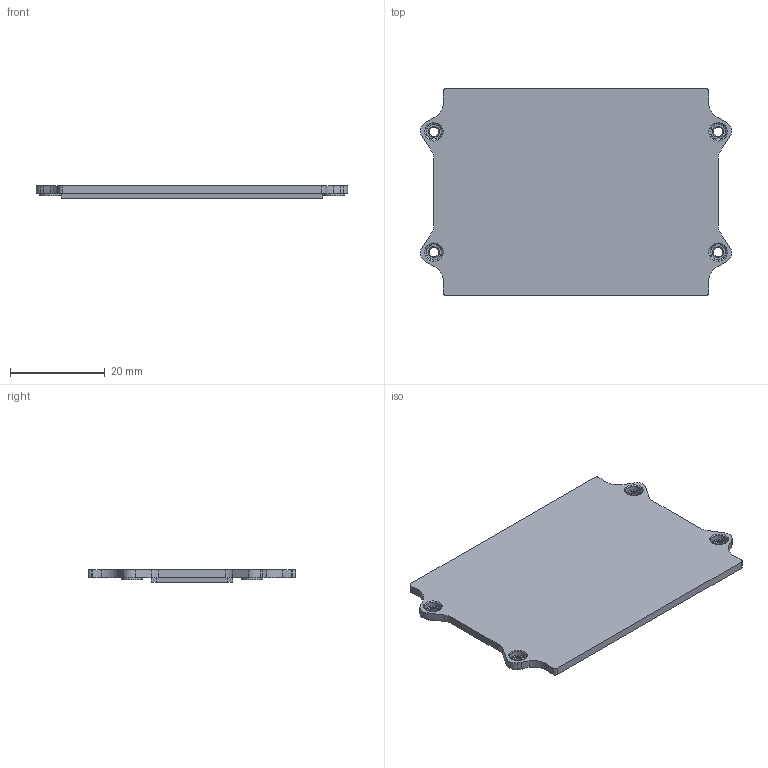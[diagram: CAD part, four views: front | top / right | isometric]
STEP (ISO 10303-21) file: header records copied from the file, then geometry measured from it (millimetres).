
FILE_DESCRIPTION(/* description */ (''),/* implementation_level */ '2;1');
FILE_NAME(/* name */ 'Spark_P01-REV-41_bottom_cover.ipt.step',/* time_stamp */ '2017-01-04T15:02:31-08:00',/* author */ ('PhillipD'),/* organization */ (''),/* preprocessor_version */ 'ST-DEVELOPER v16.5',/* originating_system */ 'Autodesk Inventor 2017',/* authorisation */ '');
FILE_SCHEMA (('AUTOMOTIVE_DESIGN { 1 0 10303 214 3 1 1 }'));
Length unit declared in the file: millimetre
Products named in the file (1): Spark_P01-REV-41_bottom_cover
Bounding box: 65.69 x 43.71 x 2.65 mm (x, y, z)
Volume: 4438.7 mm3; surface area: 5939.5 mm2
Topology: 1 solids, 1 shells, 92 faces, 244 edges, 164 vertices
Faces by surface type: plane 44, cylinder 28, cone 8, bspline 8, torus 4
Full cylindrical faces by diameter (mm): 2.01 x4, 3.518 x4, 4.522 x4
Entity records: 3009 total; most frequent: CARTESIAN_POINT 845, DIRECTION 418, ORIENTED_EDGE 416, EDGE_CURVE 208, VERTEX_POINT 152, AXIS2_PLACEMENT_3D 149, EDGE_LOOP 134, LINE 120
